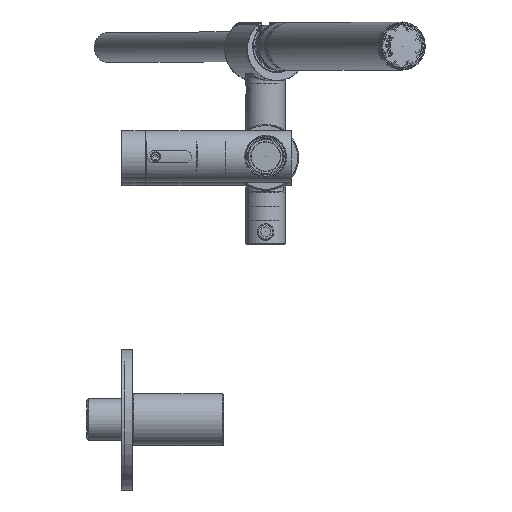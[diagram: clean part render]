
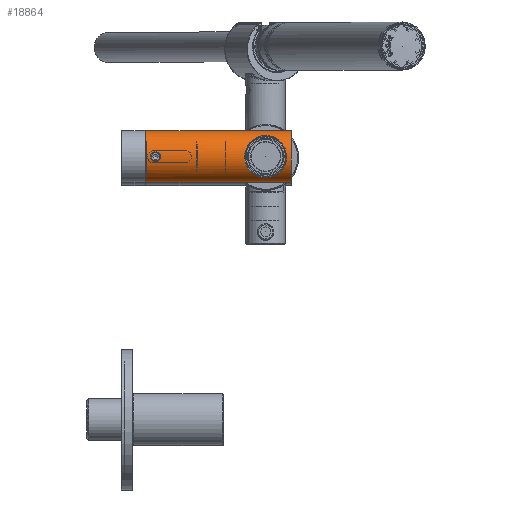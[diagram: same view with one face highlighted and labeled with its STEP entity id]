
A CAD part, top view. The second image highlights one B-rep face of the part: STEP entity #18864.
In plain terms, the highlighted cylindrical face has radius 13 mm (diameter 26 mm), a full revolution.
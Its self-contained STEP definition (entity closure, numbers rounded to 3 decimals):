
#870=B_SPLINE_CURVE_WITH_KNOTS('',3,(#29001,#29002,#29003,#29004,#29005,
#29006,#29007,#29008,#29009,#29010,#29011,#29012,#29013,#29014,#29015,#29016,
#29017,#29018,#29019,#29020,#29021,#29022,#29023,#29024,#29025,#29026,#29027,
#29028,#29029,#29030),.UNSPECIFIED.,.T.,.F.,(1,1,1,1,1,1,1,1,1,1,1,1,1,
1,1,1,1,1,1,1,1,1,1,1,1,1,1,1,1,1,1,1,1,1),(-0.007,-0.004,
-0.002,0.,0.002,0.004,
0.009,0.011,0.013,0.016,
0.018,0.02,0.022,0.024,
0.027,0.031,0.035,0.04,
0.044,0.047,0.049,0.051,
0.053,0.055,0.058,0.06,
0.062,0.064,0.067,0.069,
0.071,0.073,0.075,0.08),
 .UNSPECIFIED.);
#871=B_SPLINE_CURVE_WITH_KNOTS('',3,(#29032,#29033,#29034,#29035,#29036,
#29037,#29038,#29039,#29040,#29041,#29042,#29043,#29044,#29045,#29046,#29047,
#29048,#29049,#29050,#29051,#29052,#29053,#29054,#29055,#29056,#29057,#29058,
#29059,#29060,#29061),.UNSPECIFIED.,.T.,.F.,(1,1,1,1,1,1,1,1,1,1,1,1,1,
1,1,1,1,1,1,1,1,1,1,1,1,1,1,1,1,1,1,1,1,1),(-0.007,-0.004,
-0.002,0.,0.002,0.004,
0.009,0.011,0.013,0.016,
0.018,0.02,0.022,0.024,
0.027,0.031,0.035,0.04,
0.044,0.047,0.049,0.051,
0.053,0.055,0.058,0.06,
0.062,0.064,0.067,0.069,
0.071,0.073,0.075,0.08),
 .UNSPECIFIED.);
#872=B_SPLINE_CURVE_WITH_KNOTS('',3,(#29067,#29068,#29069,#29070,#29071,
#29072,#29073,#29074,#29075,#29076,#29077,#29078,#29079,#29080),
 .UNSPECIFIED.,.T.,.F.,(1,1,1,1,1,1,1,1,1,1,1,1,1,1,1,1,1,1),(-0.005,
-0.004,-0.002,0.,0.002,0.003,
0.004,0.006,0.008,0.009,
0.01,0.011,0.012,0.014,
0.015,0.017,0.018,0.019),
 .UNSPECIFIED.);
#1645=CYLINDRICAL_SURFACE('',#20471,13.);
#4482=ORIENTED_EDGE('',*,*,#8656,.T.);
#4483=ORIENTED_EDGE('',*,*,#8657,.T.);
#4484=ORIENTED_EDGE('',*,*,#8658,.T.);
#4485=ORIENTED_EDGE('',*,*,#8659,.T.);
#4486=ORIENTED_EDGE('',*,*,#8660,.F.);
#8656=EDGE_CURVE('',#10847,#10847,#870,.T.);
#8657=EDGE_CURVE('',#10848,#10848,#871,.T.);
#8658=EDGE_CURVE('',#10849,#10849,#12466,.T.);
#8659=EDGE_CURVE('',#10850,#10850,#12467,.F.);
#8660=EDGE_CURVE('',#10851,#10851,#872,.T.);
#10847=VERTEX_POINT('',#29031);
#10848=VERTEX_POINT('',#29062);
#10849=VERTEX_POINT('',#29064);
#10850=VERTEX_POINT('',#29066);
#10851=VERTEX_POINT('',#29081);
#12466=CIRCLE('',#20472,13.);
#12467=CIRCLE('',#20473,13.);
#13563=EDGE_LOOP('',(#4482));
#13564=EDGE_LOOP('',(#4483));
#13565=EDGE_LOOP('',(#4484));
#13566=EDGE_LOOP('',(#4485));
#13567=EDGE_LOOP('',(#4486));
#15347=FACE_BOUND('',#13563,.T.);
#15348=FACE_BOUND('',#13564,.T.);
#15349=FACE_BOUND('',#13565,.T.);
#15350=FACE_BOUND('',#13566,.T.);
#15351=FACE_BOUND('',#13567,.T.);
#18864=ADVANCED_FACE('',(#15347,#15348,#15349,#15350,#15351),#1645,.T.);
#20471=AXIS2_PLACEMENT_3D('',#29000,#23301,#23302);
#20472=AXIS2_PLACEMENT_3D('',#29063,#23303,#23304);
#20473=AXIS2_PLACEMENT_3D('',#29065,#23305,#23306);
#23301=DIRECTION('',(0.,0.,-1.));
#23302=DIRECTION('',(-1.,0.,0.));
#23303=DIRECTION('',(0.,0.,-1.));
#23304=DIRECTION('',(-1.,0.,0.));
#23305=DIRECTION('',(0.,0.,-1.));
#23306=DIRECTION('',(-1.,0.,0.));
#29000=CARTESIAN_POINT('',(0.,0.,73.));
#29001=CARTESIAN_POINT('',(2.224,-12.87,49.706));
#29002=CARTESIAN_POINT('',(-0.002,-13.065,49.472));
#29003=CARTESIAN_POINT('',(-2.215,-12.871,49.704));
#29004=CARTESIAN_POINT('',(-4.951,-12.159,50.575));
#29005=CARTESIAN_POINT('',(-7.196,-10.929,52.131));
#29006=CARTESIAN_POINT('',(-8.848,-9.564,54.122));
#29007=CARTESIAN_POINT('',(-9.808,-8.563,55.843));
#29008=CARTESIAN_POINT('',(-10.452,-7.742,57.803));
#29009=CARTESIAN_POINT('',(-10.694,-7.389,60.007));
#29010=CARTESIAN_POINT('',(-10.45,-7.745,62.204));
#29011=CARTESIAN_POINT('',(-9.806,-8.565,64.159));
#29012=CARTESIAN_POINT('',(-8.851,-9.561,65.874));
#29013=CARTESIAN_POINT('',(-7.189,-10.932,67.874));
#29014=CARTESIAN_POINT('',(-4.418,-12.461,69.806));
#29015=CARTESIAN_POINT('',(-0.033,-13.264,70.765));
#29016=CARTESIAN_POINT('',(4.361,-12.484,69.834));
#29017=CARTESIAN_POINT('',(7.172,-10.945,67.891));
#29018=CARTESIAN_POINT('',(8.842,-9.57,65.888));
#29019=CARTESIAN_POINT('',(9.8,-8.571,64.173));
#29020=CARTESIAN_POINT('',(10.45,-7.745,62.209));
#29021=CARTESIAN_POINT('',(10.694,-7.389,60.004));
#29022=CARTESIAN_POINT('',(10.452,-7.742,57.804));
#29023=CARTESIAN_POINT('',(9.806,-8.564,55.842));
#29024=CARTESIAN_POINT('',(8.853,-9.559,54.129));
#29025=CARTESIAN_POINT('',(7.599,-10.593,52.619));
#29026=CARTESIAN_POINT('',(6.082,-11.541,51.359));
#29027=CARTESIAN_POINT('',(4.266,-12.337,50.357));
#29028=CARTESIAN_POINT('',(2.224,-12.87,49.706));
#29029=CARTESIAN_POINT('',(-0.002,-13.065,49.472));
#29030=CARTESIAN_POINT('',(-2.215,-12.871,49.704));
#29031=CARTESIAN_POINT('',(0.,-13.,49.55));
#29032=CARTESIAN_POINT('',(-2.224,12.87,49.706));
#29033=CARTESIAN_POINT('',(0.002,13.065,49.472));
#29034=CARTESIAN_POINT('',(2.215,12.871,49.704));
#29035=CARTESIAN_POINT('',(4.951,12.159,50.575));
#29036=CARTESIAN_POINT('',(7.196,10.929,52.131));
#29037=CARTESIAN_POINT('',(8.848,9.564,54.122));
#29038=CARTESIAN_POINT('',(9.808,8.563,55.843));
#29039=CARTESIAN_POINT('',(10.452,7.742,57.803));
#29040=CARTESIAN_POINT('',(10.694,7.389,60.007));
#29041=CARTESIAN_POINT('',(10.45,7.745,62.204));
#29042=CARTESIAN_POINT('',(9.806,8.565,64.159));
#29043=CARTESIAN_POINT('',(8.851,9.561,65.874));
#29044=CARTESIAN_POINT('',(7.189,10.932,67.874));
#29045=CARTESIAN_POINT('',(4.418,12.461,69.806));
#29046=CARTESIAN_POINT('',(0.033,13.264,70.765));
#29047=CARTESIAN_POINT('',(-4.361,12.484,69.834));
#29048=CARTESIAN_POINT('',(-7.172,10.945,67.891));
#29049=CARTESIAN_POINT('',(-8.842,9.57,65.888));
#29050=CARTESIAN_POINT('',(-9.8,8.571,64.173));
#29051=CARTESIAN_POINT('',(-10.45,7.745,62.209));
#29052=CARTESIAN_POINT('',(-10.694,7.389,60.004));
#29053=CARTESIAN_POINT('',(-10.452,7.742,57.804));
#29054=CARTESIAN_POINT('',(-9.806,8.564,55.842));
#29055=CARTESIAN_POINT('',(-8.853,9.559,54.129));
#29056=CARTESIAN_POINT('',(-7.599,10.593,52.619));
#29057=CARTESIAN_POINT('',(-6.082,11.541,51.359));
#29058=CARTESIAN_POINT('',(-4.266,12.337,50.357));
#29059=CARTESIAN_POINT('',(-2.224,12.87,49.706));
#29060=CARTESIAN_POINT('',(0.002,13.065,49.472));
#29061=CARTESIAN_POINT('',(2.215,12.871,49.704));
#29062=CARTESIAN_POINT('',(0.,13.,49.55));
#29063=CARTESIAN_POINT('',(0.,0.,72.8));
#29064=CARTESIAN_POINT('',(-13.,0.,72.8));
#29065=CARTESIAN_POINT('',(0.,0.,0.2));
#29066=CARTESIAN_POINT('',(-13.,0.,0.2));
#29067=CARTESIAN_POINT('',(-2.581,-12.736,5.048));
#29068=CARTESIAN_POINT('',(-1.927,-12.88,3.092));
#29069=CARTESIAN_POINT('',(-0.371,-13.026,2.288));
#29070=CARTESIAN_POINT('',(0.928,-12.977,2.564));
#29071=CARTESIAN_POINT('',(1.983,-12.862,3.352));
#29072=CARTESIAN_POINT('',(2.582,-12.737,4.957));
#29073=CARTESIAN_POINT('',(2.03,-12.853,6.576));
#29074=CARTESIAN_POINT('',(1.009,-12.971,7.396));
#29075=CARTESIAN_POINT('',(0.049,-13.013,7.642));
#29076=CARTESIAN_POINT('',(-0.926,-12.978,7.437));
#29077=CARTESIAN_POINT('',(-1.981,-12.862,6.651));
#29078=CARTESIAN_POINT('',(-2.581,-12.736,5.048));
#29079=CARTESIAN_POINT('',(-1.927,-12.88,3.092));
#29080=CARTESIAN_POINT('',(-0.371,-13.026,2.288));
#29081=CARTESIAN_POINT('',(-1.725,-12.885,3.257));
